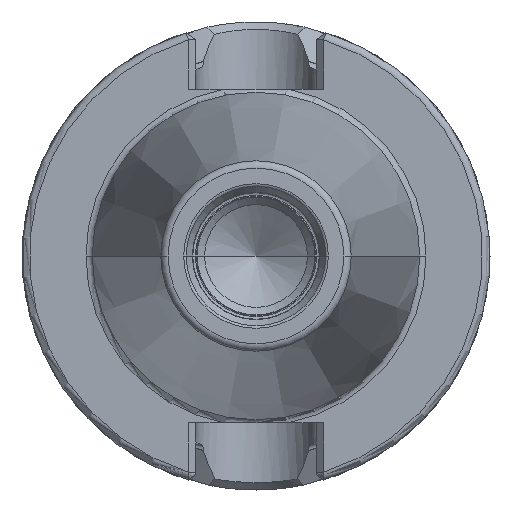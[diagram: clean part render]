
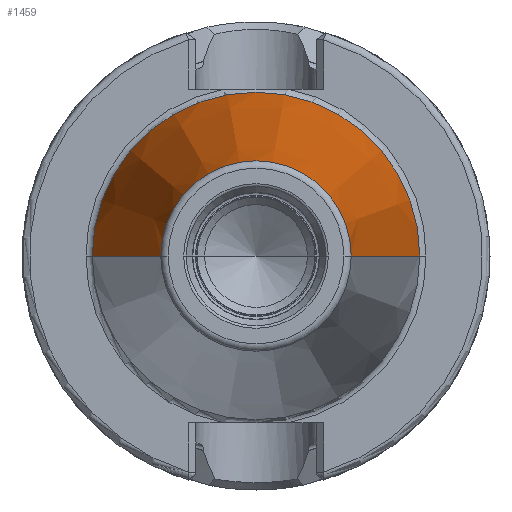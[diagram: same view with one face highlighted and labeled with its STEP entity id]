
A CAD part, left-side view. The second image highlights one B-rep face of the part: STEP entity #1459.
In plain terms, the highlighted conical face has half-angle 8.298 degrees and reference radius 17.426 mm.
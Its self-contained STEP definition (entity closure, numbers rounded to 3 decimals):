
#37=CARTESIAN_POINT('',(-64.544,0.,0.));
#38=DIRECTION('',(1.,0.,0.));
#39=DIRECTION('',(0.,1.,0.));
#40=AXIS2_PLACEMENT_3D('',#37,#38,#39);
#42=CARTESIAN_POINT('',(-1.267,0.,0.));
#43=DIRECTION('',(1.,0.,0.));
#44=DIRECTION('',(0.,1.,0.));
#45=AXIS2_PLACEMENT_3D('',#42,#43,#44);
#47=DIRECTION('',(-0.99,-0.144,0.));
#48=VECTOR('',#47,63.947);
#49=CARTESIAN_POINT('',(-1.267,22.04,0.));
#50=LINE('',#49,#48);
#51=DIRECTION('',(-0.99,0.144,0.));
#52=VECTOR('',#51,63.947);
#53=CARTESIAN_POINT('',(-1.267,-22.04,0.));
#54=LINE('',#53,#52);
#1152=CARTESIAN_POINT('',(-64.544,12.812,0.));
#1154=VERTEX_POINT('',#1152);
#1156=CARTESIAN_POINT('',(-64.544,-12.812,0.));
#1158=VERTEX_POINT('',#1156);
#1371=CARTESIAN_POINT('',(-1.267,22.04,0.));
#1372=VERTEX_POINT('',#1371);
#1373=CARTESIAN_POINT('',(-1.267,-22.04,0.));
#1374=VERTEX_POINT('',#1373);
#1445=CARTESIAN_POINT('',(-32.906,0.,0.));
#1446=DIRECTION('',(1.,0.,0.));
#1447=DIRECTION('',(0.,-1.,0.));
#1448=AXIS2_PLACEMENT_3D('',#1445,#1446,#1447);
#1449=CONICAL_SURFACE('',#1448,17.426,8.298);
#1451=ORIENTED_EDGE('',*,*,#1450,.F.);
#1453=ORIENTED_EDGE('',*,*,#1452,.T.);
#1455=ORIENTED_EDGE('',*,*,#1454,.T.);
#1456=ORIENTED_EDGE('',*,*,#1438,.F.);
#1457=EDGE_LOOP('',(#1451,#1453,#1455,#1456));
#1458=FACE_OUTER_BOUND('',#1457,.F.);
#1459=ADVANCED_FACE('',(#1458),#1449,.T.);
#41=CIRCLE('',#40,12.812);
#46=CIRCLE('',#45,22.04);
#1438=EDGE_CURVE('',#1154,#1158,#41,.T.);
#1450=EDGE_CURVE('',#1372,#1154,#50,.T.);
#1452=EDGE_CURVE('',#1372,#1374,#46,.T.);
#1454=EDGE_CURVE('',#1374,#1158,#54,.T.);
